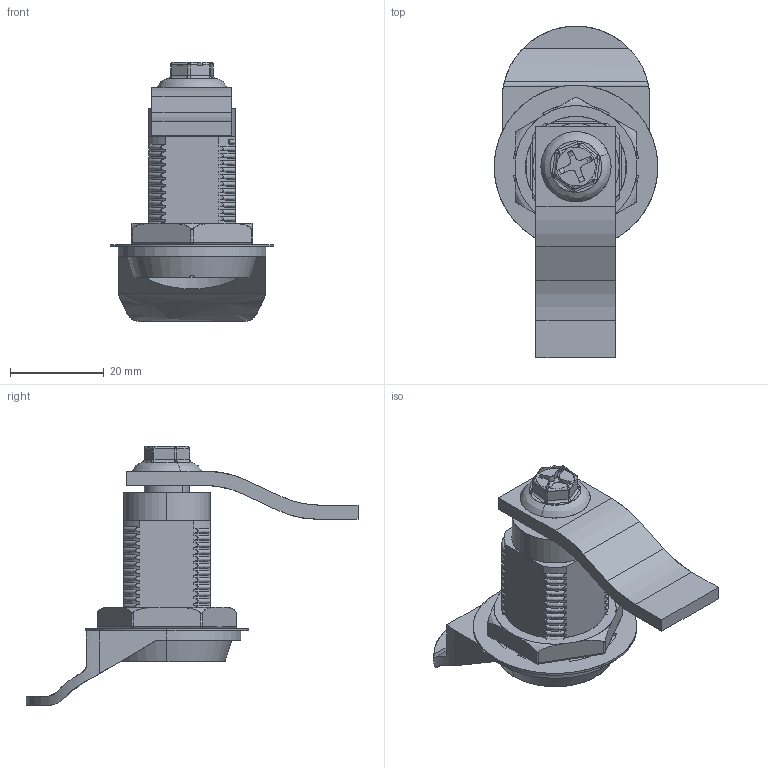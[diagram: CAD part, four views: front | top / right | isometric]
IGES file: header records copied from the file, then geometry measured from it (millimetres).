
Start section: SolidWorks IGES file using analytic representation for surfaces
Global section: file name: 816-1.IGS; native system: SolidWorks 2006 by SolidWorks Corporation; preprocessor: SolidWorks 2006 by SolidWorks Corporation; author: Deathkiller; date: 080624.174336; units: millimetre
Bounding box: 35 x 71.01 x 55.44 mm (x, y, z)
Surface area: 16837.4 mm2 (no closed solid volume)
Topology: 0 solids, 0 shells, 408 faces, 6729 edges, 6707 vertices
Faces by surface type: bspline 215, revolution 193
